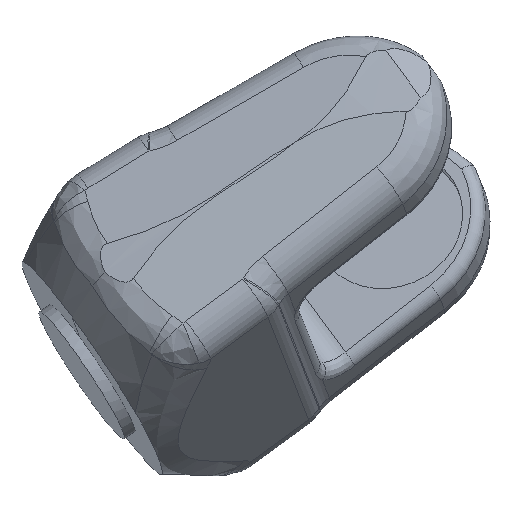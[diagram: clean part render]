
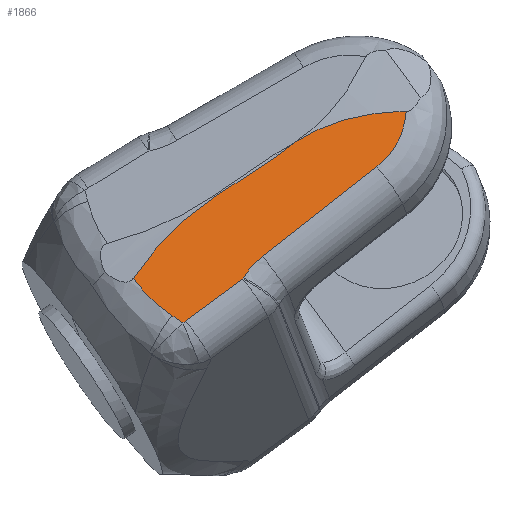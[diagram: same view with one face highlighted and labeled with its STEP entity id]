
A CAD part, top view. The second image highlights one B-rep face of the part: STEP entity #1866.
In plain terms, the highlighted planar face has unit normal (-0.079, 0.289, 0.954).
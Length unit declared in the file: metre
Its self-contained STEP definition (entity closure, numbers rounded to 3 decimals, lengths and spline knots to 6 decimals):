
#25 = VERTEX_POINT ( 'NONE', #816 ) ;
#38 = CARTESIAN_POINT ( 'NONE',  ( 0.352229, 0.763472, 0.921819 ) ) ;
#45 = CARTESIAN_POINT ( 'NONE',  ( 0.341088, 0.795709, 0.911134 ) ) ;
#75 = AXIS2_PLACEMENT_3D ( 'NONE', #1882, #5405, #3602 ) ;
#92 = VERTEX_POINT ( 'NONE', #1876 ) ;
#117 = LINE ( 'NONE', #5388, #4963 ) ;
#136 = CARTESIAN_POINT ( 'NONE',  ( 0.416343, 0.829322, 0.907183 ) ) ;
#176 = ORIENTED_EDGE ( 'NONE', *, *, #4531, .T. ) ;
#180 = CARTESIAN_POINT ( 'NONE',  ( 0.36578, 0.811917, 0.908269 ) ) ;
#225 = VERTEX_POINT ( 'NONE', #3683 ) ;
#292 = CARTESIAN_POINT ( 'NONE',  ( 0.372526, 0.817101, 0.907257 ) ) ;
#345 = CARTESIAN_POINT ( 'NONE',  ( 0.399028, 0.829125, 0.905809 ) ) ;
#383 = ORIENTED_EDGE ( 'NONE', *, *, #467, .F. ) ;
#466 = ORIENTED_EDGE ( 'NONE', *, *, #3585, .F. ) ;
#467 = EDGE_CURVE ( 'NONE', #3040, #544, #3311, .T. ) ;
#529 = CARTESIAN_POINT ( 'NONE',  ( 0.356841, 0.769989, 0.920227 ) ) ;
#544 = VERTEX_POINT ( 'NONE', #1316 ) ;
#592 = ORIENTED_EDGE ( 'NONE', *, *, #992, .T. ) ;
#625 = CARTESIAN_POINT ( 'NONE',  ( 0.429473, 0.826909, 0.909 ) ) ;
#662 = CARTESIAN_POINT ( 'NONE',  ( 0.328472, 0.746185, 0.925088 ) ) ;
#812 = CARTESIAN_POINT ( 'NONE',  ( 0.398683, 0.842869, 0.901618 ) ) ;
#816 = CARTESIAN_POINT ( 'NONE',  ( 0.40481, 0.807582, 0.912812 ) ) ;
#963 = EDGE_CURVE ( 'NONE', #225, #2465, #3972, .T. ) ;
#992 = EDGE_CURVE ( 'NONE', #2465, #1123, #1391, .T. ) ;
#996 = CARTESIAN_POINT ( 'NONE',  ( 0.411776, 0.813041, 0.911736 ) ) ;
#1091 = CARTESIAN_POINT ( 'NONE',  ( 0.370169, 0.815525, 0.907539 ) ) ;
#1107 = CARTESIAN_POINT ( 'NONE',  ( 0.40481, 0.807582, 0.912812 ) ) ;
#1123 = VERTEX_POINT ( 'NONE', #4210 ) ;
#1138 = ORIENTED_EDGE ( 'NONE', *, *, #1170, .T. ) ;
#1140 = CARTESIAN_POINT ( 'NONE',  ( 0.38441, 0.825048, 0.905834 ) ) ;
#1170 = EDGE_CURVE ( 'NONE', #1227, #4984, #2455, .T. ) ;
#1227 = VERTEX_POINT ( 'NONE', #4577 ) ;
#1316 = CARTESIAN_POINT ( 'NONE',  ( 0.416343, 0.829322, 0.907183 ) ) ;
#1391 = LINE ( 'NONE', #812, #5654 ) ;
#1397 = EDGE_LOOP ( 'NONE', ( #3956, #176, #1138, #2016, #3356, #592, #1775, #3000, #4655, #383, #3469, #466 ) ) ;
#1429 = DIRECTION ( 'NONE',  ( 0.781, 0.612, -0.121 ) ) ;
#1451 = EDGE_CURVE ( 'NONE', #92, #4197, #2282, .T. ) ;
#1529 = CARTESIAN_POINT ( 'NONE',  ( 0.328928, 0.74638, 0.925067 ) ) ;
#1546 = PLANE ( 'NONE',  #75 ) ;
#1765 = EDGE_CURVE ( 'NONE', #1123, #5067, #5463, .T. ) ;
#1775 = ORIENTED_EDGE ( 'NONE', *, *, #1765, .T. ) ;
#1788 = DIRECTION ( 'NONE',  ( 0.8, 0.589, -0.112 ) ) ;
#1828 = EDGE_CURVE ( 'NONE', #5067, #25, #4948, .T. ) ;
#1866 = ADVANCED_FACE ( 'NONE', ( #1974 ), #1546, .F. ) ;
#1876 = CARTESIAN_POINT ( 'NONE',  ( 0.309074, 0.763745, 0.918164 ) ) ;
#1882 = CARTESIAN_POINT ( 'NONE',  ( 0.462837, 0.877491, 0.896443 ) ) ;
#1911 = EDGE_CURVE ( 'NONE', #25, #544, #3456, .T. ) ;
#1931 = CARTESIAN_POINT ( 'NONE',  ( 0.372526, 0.817101, 0.907257 ) ) ;
#1974 = FACE_OUTER_BOUND ( 'NONE', #1397, .T. ) ;
#2016 = ORIENTED_EDGE ( 'NONE', *, *, #3274, .T. ) ;
#2060 = VERTEX_POINT ( 'NONE', #4682 ) ;
#2172 = CARTESIAN_POINT ( 'NONE',  ( 0.327072, 0.747188, 0.924668 ) ) ;
#2272 = CARTESIAN_POINT ( 'NONE',  ( 0.359826, 0.772328, 0.919766 ) ) ;
#2282 =( BOUNDED_CURVE ( )  B_SPLINE_CURVE ( 3, ( #3343, #2915, #4602, #4661 ),
 .UNSPECIFIED., .F., .F. ) 
 B_SPLINE_CURVE_WITH_KNOTS ( ( 4, 4 ),
 ( 6.223906, 6.284428 ),
 .UNSPECIFIED. ) 
 CURVE ( )  GEOMETRIC_REPRESENTATION_ITEM ( )  RATIONAL_B_SPLINE_CURVE ( ( 1., 1., 1., 1. ) ) 
 REPRESENTATION_ITEM ( '' )  );
#2455 = B_SPLINE_CURVE_WITH_KNOTS ( 'NONE', 3,
 ( #5635, #4384, #2172, #5259 ),
 .UNSPECIFIED., .F., .F.,
 ( 4, 4 ),
 ( 0.021525, 0.026805 ),
 .UNSPECIFIED. ) ;
#2465 = VERTEX_POINT ( 'NONE', #3897 ) ;
#2518 = CARTESIAN_POINT ( 'NONE',  ( 0.372526, 0.817101, 0.907257 ) ) ;
#2574 = CARTESIAN_POINT ( 'NONE',  ( 0.416343, 0.829322, 0.907183 ) ) ;
#2747 = CARTESIAN_POINT ( 'NONE',  ( 0.415858, 0.820736, 0.909743 ) ) ;
#2756 = DIRECTION ( 'NONE',  ( 0.832, 0.546, -0.097 ) ) ;
#2857 = CARTESIAN_POINT ( 'NONE',  ( 0.313408, 0.758192, 0.920205 ) ) ;
#2915 = CARTESIAN_POINT ( 'NONE',  ( 0.317962, 0.776878, 0.914922 ) ) ;
#3000 = ORIENTED_EDGE ( 'NONE', *, *, #1828, .T. ) ;
#3040 = VERTEX_POINT ( 'NONE', #1931 ) ;
#3195 = CARTESIAN_POINT ( 'NONE',  ( 0.35436, 0.767156, 0.92088 ) ) ;
#3274 = EDGE_CURVE ( 'NONE', #4984, #225, #5428, .T. ) ;
#3276 = EDGE_CURVE ( 'NONE', #2060, #3040, #5627, .T. ) ;
#3311 =( BOUNDED_CURVE ( )  B_SPLINE_CURVE ( 3, ( #2518, #1140, #345, #2574 ),
 .UNSPECIFIED., .F., .F. ) 
 B_SPLINE_CURVE_WITH_KNOTS ( ( 4, 4 ),
 ( 6.283167, 6.380976 ),
 .UNSPECIFIED. ) 
 CURVE ( )  GEOMETRIC_REPRESENTATION_ITEM ( )  RATIONAL_B_SPLINE_CURVE ( ( 1., 0.999, 0.999, 1. ) ) 
 REPRESENTATION_ITEM ( '' )  );
#3343 = CARTESIAN_POINT ( 'NONE',  ( 0.309074, 0.763745, 0.918164 ) ) ;
#3356 = ORIENTED_EDGE ( 'NONE', *, *, #963, .T. ) ;
#3367 = VECTOR ( 'NONE', #1788, 1. ) ;
#3456 =( BOUNDED_CURVE ( )  B_SPLINE_CURVE ( 3, ( #1107, #996, #2747, #136 ),
 .UNSPECIFIED., .F., .F. ) 
 B_SPLINE_CURVE_WITH_KNOTS ( ( 4, 4 ),
 ( 3.218778, 4.061123 ),
 .UNSPECIFIED. ) 
 CURVE ( )  GEOMETRIC_REPRESENTATION_ITEM ( )  RATIONAL_B_SPLINE_CURVE ( ( 1., 0.942, 0.942, 1. ) ) 
 REPRESENTATION_ITEM ( '' )  );
#3468 = CARTESIAN_POINT ( 'NONE',  ( 0.359826, 0.772328, 0.919766 ) ) ;
#3469 = ORIENTED_EDGE ( 'NONE', *, *, #3276, .F. ) ;
#3562 = CARTESIAN_POINT ( 'NONE',  ( 0.352472, 0.76393, 0.9217 ) ) ;
#3585 = EDGE_CURVE ( 'NONE', #4197, #2060, #117, .T. ) ;
#3602 = DIRECTION ( 'NONE',  ( 0., 0.957, -0.29 ) ) ;
#3683 = CARTESIAN_POINT ( 'NONE',  ( 0.32975, 0.746916, 0.924973 ) ) ;
#3802 = CARTESIAN_POINT ( 'NONE',  ( 0.318495, 0.753357, 0.92209 ) ) ;
#3897 = CARTESIAN_POINT ( 'NONE',  ( 0.352184, 0.763438, 0.921826 ) ) ;
#3956 = ORIENTED_EDGE ( 'NONE', *, *, #1451, .F. ) ;
#3972 = LINE ( 'NONE', #38, #3367 ) ;
#4121 = CARTESIAN_POINT ( 'NONE',  ( 0.324231, 0.749141, 0.923842 ) ) ;
#4165 = CARTESIAN_POINT ( 'NONE',  ( 0.328472, 0.746185, 0.925088 ) ) ;
#4197 = VERTEX_POINT ( 'NONE', #45 ) ;
#4210 = CARTESIAN_POINT ( 'NONE',  ( 0.352472, 0.76393, 0.9217 ) ) ;
#4219 = CARTESIAN_POINT ( 'NONE',  ( 0.329354, 0.746624, 0.925028 ) ) ;
#4384 = CARTESIAN_POINT ( 'NONE',  ( 0.325654, 0.748168, 0.924254 ) ) ;
#4458 = DIRECTION ( 'NONE',  ( 0.493, 0.843, -0.214 ) ) ;
#4531 = EDGE_CURVE ( 'NONE', #92, #1227, #4763, .T. ) ;
#4562 = VECTOR ( 'NONE', #1429, 1. ) ;
#4577 = CARTESIAN_POINT ( 'NONE',  ( 0.324231, 0.749141, 0.923842 ) ) ;
#4602 = CARTESIAN_POINT ( 'NONE',  ( 0.328637, 0.787536, 0.912578 ) ) ;
#4605 = CARTESIAN_POINT ( 'NONE',  ( 0.309074, 0.763745, 0.918164 ) ) ;
#4631 = CARTESIAN_POINT ( 'NONE',  ( 0.321273, 0.751163, 0.922985 ) ) ;
#4655 = ORIENTED_EDGE ( 'NONE', *, *, #1911, .T. ) ;
#4661 = CARTESIAN_POINT ( 'NONE',  ( 0.341088, 0.795709, 0.911134 ) ) ;
#4682 = CARTESIAN_POINT ( 'NONE',  ( 0.36578, 0.811917, 0.908269 ) ) ;
#4763 = B_SPLINE_CURVE_WITH_KNOTS ( 'NONE', 3,
 ( #4605, #5432, #2857, #3802, #4631, #4121 ),
 .UNSPECIFIED., .F., .F.,
 ( 4, 2, 4 ),
 ( 0.020756, 0.031686, 0.042616 ),
 .UNSPECIFIED. ) ;
#4948 = LINE ( 'NONE', #625, #4562 ) ;
#4961 = CARTESIAN_POINT ( 'NONE',  ( 0.36792, 0.813797, 0.907877 ) ) ;
#4963 = VECTOR ( 'NONE', #2756, 1. ) ;
#4984 = VERTEX_POINT ( 'NONE', #4165 ) ;
#5067 = VERTEX_POINT ( 'NONE', #3468 ) ;
#5259 = CARTESIAN_POINT ( 'NONE',  ( 0.328472, 0.746185, 0.925088 ) ) ;
#5388 = CARTESIAN_POINT ( 'NONE',  ( 0.367128, 0.812802, 0.908112 ) ) ;
#5405 = DIRECTION ( 'NONE',  ( 0.079, -0.289, -0.954 ) ) ;
#5428 = B_SPLINE_CURVE_WITH_KNOTS ( 'NONE', 3,
 ( #662, #1529, #4219, #5502 ),
 .UNSPECIFIED., .F., .F.,
 ( 4, 4 ),
 ( 0., 0.001477 ),
 .UNSPECIFIED. ) ;
#5432 = CARTESIAN_POINT ( 'NONE',  ( 0.311101, 0.760835, 0.919213 ) ) ;
#5463 =( BOUNDED_CURVE ( )  B_SPLINE_CURVE ( 3, ( #3562, #3195, #529, #2272 ),
 .UNSPECIFIED., .F., .F. ) 
 B_SPLINE_CURVE_WITH_KNOTS ( ( 4, 4 ),
 ( 2.684783, 3.064408 ),
 .UNSPECIFIED. ) 
 CURVE ( )  GEOMETRIC_REPRESENTATION_ITEM ( )  RATIONAL_B_SPLINE_CURVE ( ( 1., 0.988, 0.988, 1. ) ) 
 REPRESENTATION_ITEM ( '' )  );
#5502 = CARTESIAN_POINT ( 'NONE',  ( 0.32975, 0.746916, 0.924973 ) ) ;
#5627 =( BOUNDED_CURVE ( )  B_SPLINE_CURVE ( 3, ( #180, #4961, #1091, #292 ),
 .UNSPECIFIED., .F., .F. ) 
 B_SPLINE_CURVE_WITH_KNOTS ( ( 4, 4 ),
 ( 6.263759, 6.283167 ),
 .UNSPECIFIED. ) 
 CURVE ( )  GEOMETRIC_REPRESENTATION_ITEM ( )  RATIONAL_B_SPLINE_CURVE ( ( 1., 1., 1., 1. ) ) 
 REPRESENTATION_ITEM ( '' )  );
#5635 = CARTESIAN_POINT ( 'NONE',  ( 0.324231, 0.749141, 0.923842 ) ) ;
#5654 = VECTOR ( 'NONE', #4458, 1. ) ;
